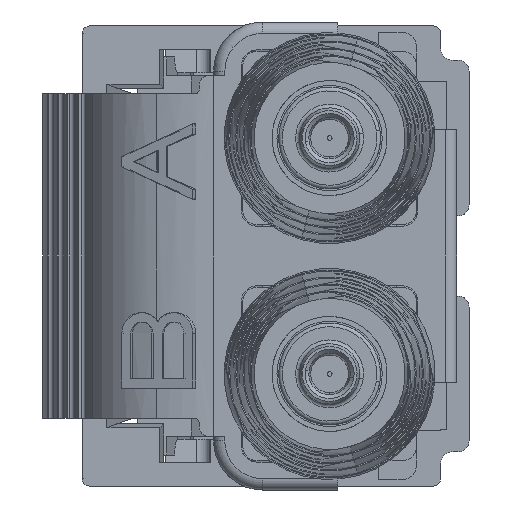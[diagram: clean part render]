
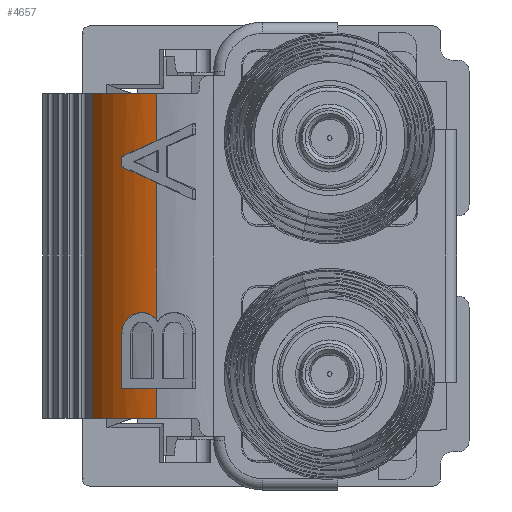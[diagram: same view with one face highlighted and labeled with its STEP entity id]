
A CAD part, left-side view. The second image highlights one B-rep face of the part: STEP entity #4657.
In plain terms, the highlighted cylindrical face has radius 3 mm (diameter 6 mm), a partial arc.
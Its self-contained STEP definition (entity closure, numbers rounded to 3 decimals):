
#373 = VERTEX_POINT ( 'NONE', #6828 ) ;
#445 = DIRECTION ( 'NONE',  ( 0., 1., 0. ) ) ;
#820 = VERTEX_POINT ( 'NONE', #19718 ) ;
#1109 = CARTESIAN_POINT ( 'NONE',  ( 0.328, -2.909, 4.886 ) ) ;
#1622 = CARTESIAN_POINT ( 'NONE',  ( 1.606, 4.295, 6.282 ) ) ;
#1845 = VERTEX_POINT ( 'NONE', #4080 ) ;
#1864 = CARTESIAN_POINT ( 'NONE',  ( 0.231, 3.5, 4.577 ) ) ;
#2107 = ORIENTED_EDGE ( 'NONE', *, *, #22405, .T. ) ;
#2513 = CARTESIAN_POINT ( 'NONE',  ( 0.231, 0., 4.577 ) ) ;
#2570 = CARTESIAN_POINT ( 'NONE',  ( 0.231, 0., 4.577 ) ) ;
#2673 = CARTESIAN_POINT ( 'NONE',  ( 0.231, 0., 4.577 ) ) ;
#2852 = ORIENTED_EDGE ( 'NONE', *, *, #20043, .F. ) ;
#3054 = DIRECTION ( 'NONE',  ( 0., 0., 1. ) ) ;
#3075 = DIRECTION ( 'NONE',  ( 0., 1., 0. ) ) ;
#3182 = DIRECTION ( 'NONE',  ( 0., 1., 0. ) ) ;
#3428 = CARTESIAN_POINT ( 'NONE',  ( 0.474, -2.771, 5.175 ) ) ;
#3615 = CIRCLE ( 'NONE', #4460, 3. ) ;
#3934 = CARTESIAN_POINT ( 'NONE',  ( 0.286, 1.539, 4.742 ) ) ;
#4080 = CARTESIAN_POINT ( 'NONE',  ( 0.231, -4.295, 4.577 ) ) ;
#4097 = EDGE_CURVE ( 'NONE', #14581, #21900, #20073, .T. ) ;
#4460 = AXIS2_PLACEMENT_3D ( 'NONE', #6484, #22547, #6345 ) ;
#4624 = LINE ( 'NONE', #2673, #25308 ) ;
#4657 = ADVANCED_FACE ( 'NONE', ( #13101 ), #21061, .T. ) ;
#4942 = CARTESIAN_POINT ( 'NONE',  ( 0.231, 4.295, 4.577 ) ) ;
#5491 = CARTESIAN_POINT ( 'NONE',  ( 0.571, 1.649, 5.302 ) ) ;
#5762 = EDGE_CURVE ( 'NONE', #1845, #19619, #14943, .T. ) ;
#5834 = AXIS2_PLACEMENT_3D ( 'NONE', #8824, #16654, #24623 ) ;
#5871 = CARTESIAN_POINT ( 'NONE',  ( 0.642, 1.829, 5.408 ) ) ;
#6225 = CARTESIAN_POINT ( 'NONE',  ( 0.328, -2.091, 4.886 ) ) ;
#6345 = DIRECTION ( 'NONE',  ( 0., 0., 1. ) ) ;
#6433 = ORIENTED_EDGE ( 'NONE', *, *, #5762, .F. ) ;
#6484 = CARTESIAN_POINT ( 'NONE',  ( 3.092, 3.5, 3.676 ) ) ;
#6589 = DIRECTION ( 'NONE',  ( 0., 1., 0. ) ) ;
#6828 = CARTESIAN_POINT ( 'NONE',  ( 0.664, -2.364, 5.437 ) ) ;
#6949 = EDGE_CURVE ( 'NONE', #820, #1845, #19609, .T. ) ;
#7383 =( BOUNDED_CURVE ( )  B_SPLINE_CURVE ( 3, ( #19670, #16154, #6225, #17971 ),
 .UNSPECIFIED., .F., .F. ) 
 B_SPLINE_CURVE_WITH_KNOTS ( ( 4, 4 ),
 ( 4.434, 4.756 ),
 .UNSPECIFIED. ) 
 CURVE ( )  GEOMETRIC_REPRESENTATION_ITEM ( )  RATIONAL_B_SPLINE_CURVE ( ( 1., 0.991, 0.991, 1. ) ) 
 REPRESENTATION_ITEM ( '' )  );
#7471 = CARTESIAN_POINT ( 'NONE',  ( 0.231, -3.049, 4.577 ) ) ;
#7999 = CARTESIAN_POINT ( 'NONE',  ( 0.664, 3.5, 5.437 ) ) ;
#8155 = ORIENTED_EDGE ( 'NONE', *, *, #6949, .F. ) ;
#8544 = ORIENTED_EDGE ( 'NONE', *, *, #14838, .F. ) ;
#8565 = EDGE_CURVE ( 'NONE', #19619, #14244, #22185, .T. ) ;
#8824 = CARTESIAN_POINT ( 'NONE',  ( 3.092, -4.295, 3.676 ) ) ;
#8830 = AXIS2_PLACEMENT_3D ( 'NONE', #16017, #14173, #14569 ) ;
#9062 = VECTOR ( 'NONE', #15782, 1000. ) ;
#9318 = VECTOR ( 'NONE', #20085, 1000. ) ;
#10230 = EDGE_CURVE ( 'NONE', #22581, #13752, #14632, .T. ) ;
#10234 = CARTESIAN_POINT ( 'NONE',  ( 0.231, -3.049, 4.577 ) ) ;
#10548 = VECTOR ( 'NONE', #10865, 1000. ) ;
#10865 = DIRECTION ( 'NONE',  ( 0., 1., 0. ) ) ;
#11883 = LINE ( 'NONE', #17994, #9318 ) ;
#11898 = CARTESIAN_POINT ( 'NONE',  ( 0.664, 2.05, 5.437 ) ) ;
#12840 = VERTEX_POINT ( 'NONE', #1864 ) ;
#12924 = EDGE_LOOP ( 'NONE', ( #16612, #2852, #13401, #8544, #18872, #13082, #6433, #8155, #2107, #25192, #22499, #13018 ) ) ;
#13018 = ORIENTED_EDGE ( 'NONE', *, *, #17750, .F. ) ;
#13082 = ORIENTED_EDGE ( 'NONE', *, *, #8565, .F. ) ;
#13101 = FACE_OUTER_BOUND ( 'NONE', #12924, .T. ) ;
#13139 = EDGE_CURVE ( 'NONE', #20499, #15555, #11883, .T. ) ;
#13401 = ORIENTED_EDGE ( 'NONE', *, *, #10230, .F. ) ;
#13451 = CARTESIAN_POINT ( 'NONE',  ( 0.37, 1.489, 4.941 ) ) ;
#13613 = VECTOR ( 'NONE', #445, 1000. ) ;
#13752 = VERTEX_POINT ( 'NONE', #16658 ) ;
#14173 = DIRECTION ( 'NONE',  ( 0., 1., 0. ) ) ;
#14244 = VERTEX_POINT ( 'NONE', #19699 ) ;
#14386 = AXIS2_PLACEMENT_3D ( 'NONE', #14664, #3182, #3054 ) ;
#14569 = DIRECTION ( 'NONE',  ( 0., 0., 1. ) ) ;
#14581 = VERTEX_POINT ( 'NONE', #4942 ) ;
#14632 = LINE ( 'NONE', #2513, #10548 ) ;
#14664 = CARTESIAN_POINT ( 'NONE',  ( 3.092, -4.295, 3.676 ) ) ;
#14674 = CARTESIAN_POINT ( 'NONE',  ( 0.664, 2.05, 5.437 ) ) ;
#14838 = EDGE_CURVE ( 'NONE', #373, #22581, #7383, .T. ) ;
#14893 = CARTESIAN_POINT ( 'NONE',  ( 0.231, -1.951, 4.577 ) ) ;
#14943 = LINE ( 'NONE', #2570, #20103 ) ;
#15391 = CARTESIAN_POINT ( 'NONE',  ( 0.664, 0., 5.437 ) ) ;
#15555 = VERTEX_POINT ( 'NONE', #7999 ) ;
#15782 = DIRECTION ( 'NONE',  ( 0., 1., 0. ) ) ;
#16017 = CARTESIAN_POINT ( 'NONE',  ( 3.092, 4.295, 3.676 ) ) ;
#16154 = CARTESIAN_POINT ( 'NONE',  ( 0.474, -2.229, 5.175 ) ) ;
#16612 = ORIENTED_EDGE ( 'NONE', *, *, #13139, .F. ) ;
#16654 = DIRECTION ( 'NONE',  ( 0., -1., 0. ) ) ;
#16658 = CARTESIAN_POINT ( 'NONE',  ( 0.231, 1.679, 4.577 ) ) ;
#16723 = CARTESIAN_POINT ( 'NONE',  ( 1.606, 0., 6.282 ) ) ;
#17750 = EDGE_CURVE ( 'NONE', #15555, #12840, #3615, .T. ) ;
#17755 = CARTESIAN_POINT ( 'NONE',  ( 0.254, 1.596, 4.649 ) ) ;
#17971 = CARTESIAN_POINT ( 'NONE',  ( 0.231, -1.951, 4.577 ) ) ;
#17994 = CARTESIAN_POINT ( 'NONE',  ( 0.664, 0., 5.437 ) ) ;
#18872 = ORIENTED_EDGE ( 'NONE', *, *, #24404, .F. ) ;
#19440 = LINE ( 'NONE', #15391, #9062 ) ;
#19609 = CIRCLE ( 'NONE', #5834, 3. ) ;
#19619 = VERTEX_POINT ( 'NONE', #10234 ) ;
#19670 = CARTESIAN_POINT ( 'NONE',  ( 0.664, -2.364, 5.437 ) ) ;
#19699 = CARTESIAN_POINT ( 'NONE',  ( 0.664, -2.636, 5.437 ) ) ;
#19712 = CARTESIAN_POINT ( 'NONE',  ( 0.231, 1.679, 4.577 ) ) ;
#19718 = CARTESIAN_POINT ( 'NONE',  ( 1.606, -4.295, 6.282 ) ) ;
#20043 = EDGE_CURVE ( 'NONE', #13752, #20499, #20170, .T. ) ;
#20073 = CIRCLE ( 'NONE', #8830, 3. ) ;
#20085 = DIRECTION ( 'NONE',  ( 0., 1., 0. ) ) ;
#20103 = VECTOR ( 'NONE', #3075, 1000. ) ;
#20170 = B_SPLINE_CURVE_WITH_KNOTS ( 'NONE', 3,
 ( #19712, #17755, #3934, #13451, #25717, #23771, #5491, #5871, #21810, #11898 ),
 .UNSPECIFIED., .F., .F.,
 ( 4, 2, 2, 2, 4 ),
 ( 0., 0., 0.001, 0.001, 0.001 ),
 .UNSPECIFIED. ) ;
#20258 = LINE ( 'NONE', #16723, #13613 ) ;
#20499 = VERTEX_POINT ( 'NONE', #14674 ) ;
#20927 = CARTESIAN_POINT ( 'NONE',  ( 0.664, -2.636, 5.437 ) ) ;
#21061 = CYLINDRICAL_SURFACE ( 'NONE', #14386, 3. ) ;
#21810 = CARTESIAN_POINT ( 'NONE',  ( 0.664, 1.938, 5.437 ) ) ;
#21900 = VERTEX_POINT ( 'NONE', #1622 ) ;
#22185 =( BOUNDED_CURVE ( )  B_SPLINE_CURVE ( 3, ( #7471, #1109, #3428, #20927 ),
 .UNSPECIFIED., .F., .T. ) 
 B_SPLINE_CURVE_WITH_KNOTS ( ( 4, 4 ),
 ( 4.668, 4.991 ),
 .UNSPECIFIED. ) 
 CURVE ( )  GEOMETRIC_REPRESENTATION_ITEM ( )  RATIONAL_B_SPLINE_CURVE ( ( 1., 0.991, 0.991, 1. ) ) 
 REPRESENTATION_ITEM ( '' )  );
#22405 = EDGE_CURVE ( 'NONE', #820, #21900, #20258, .T. ) ;
#22499 = ORIENTED_EDGE ( 'NONE', *, *, #24802, .F. ) ;
#22547 = DIRECTION ( 'NONE',  ( 0., -1., 0. ) ) ;
#22581 = VERTEX_POINT ( 'NONE', #14893 ) ;
#23771 = CARTESIAN_POINT ( 'NONE',  ( 0.521, 1.578, 5.225 ) ) ;
#24404 = EDGE_CURVE ( 'NONE', #14244, #373, #19440, .T. ) ;
#24623 = DIRECTION ( 'NONE',  ( 0., 0., 1. ) ) ;
#24802 = EDGE_CURVE ( 'NONE', #12840, #14581, #4624, .T. ) ;
#25192 = ORIENTED_EDGE ( 'NONE', *, *, #4097, .F. ) ;
#25308 = VECTOR ( 'NONE', #6589, 1000. ) ;
#25717 = CARTESIAN_POINT ( 'NONE',  ( 0.421, 1.498, 5.045 ) ) ;
